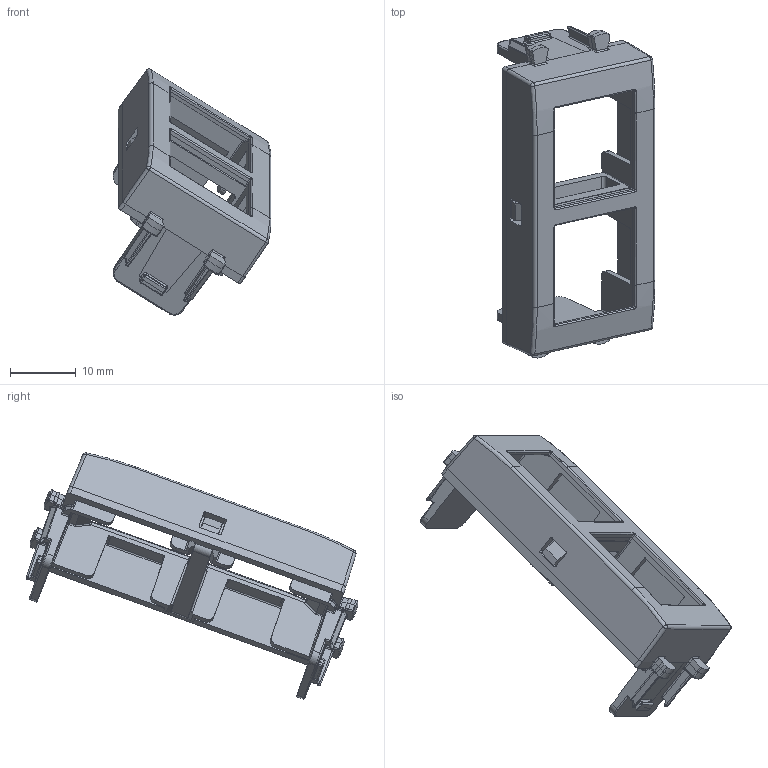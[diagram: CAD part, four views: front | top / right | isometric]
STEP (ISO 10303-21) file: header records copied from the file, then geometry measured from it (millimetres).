
FILE_DESCRIPTION(('CATIA V5 STEP Exchange'),'2;1');
FILE_NAME('441029SC-2C.stp','2024-02-28T14:56:38+00:00',('none'),('none'),'CATIA Version 5-6 Release 2016 SP6','CATIA V5 STEP AP203','none');
FILE_SCHEMA(('CONFIG_CONTROL_DESIGN'));
Length unit declared in the file: millimetre
Products named in the file (1): 44X029SC-2C
Assembly tree (3 placements, depth 2):
  44X029SC-2C
    #57
    #29252
    #30125
Bounding box: 24.09 x 50.64 x 37.56 mm (x, y, z)
Volume: 3008.7 mm3; surface area: 5090.5 mm2
Topology: 2 solids, 2 shells, 706 faces, 1780 edges, 1016 vertices
Faces by surface type: cylinder 287, plane 231, bspline 100, sphere 52, cone 24, extrusion 8, torus 4
Entity records: 30152 total; most frequent: CARTESIAN_POINT 15890, ORIENTED_EDGE 3436, DIRECTION 2017, EDGE_CURVE 1718, VERTEX_POINT 1012, B_SPLINE_CURVE_WITH_KNOTS 763, VECTOR 753, LINE 745
